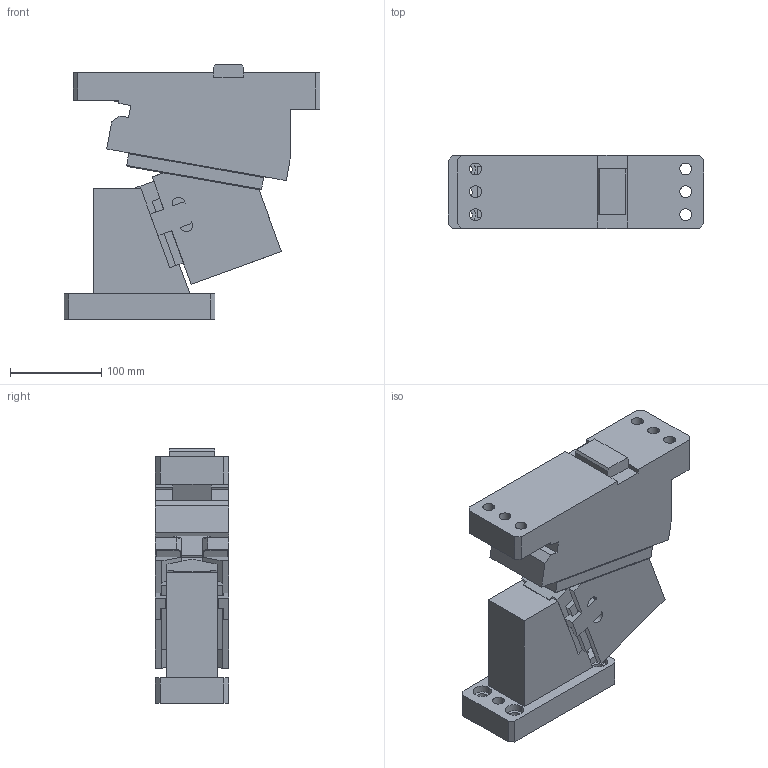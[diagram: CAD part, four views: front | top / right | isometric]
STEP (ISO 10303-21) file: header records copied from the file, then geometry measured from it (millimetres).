
FILE_DESCRIPTION(('CATIA V5 STEP Exchange'),'2;1');
FILE_NAME('CACC_80_70.stp','2015-04-21T12:51:40+00:00',('none'),('none'),'CATIA Version 5 Release 19 SP 2 (IN-10)','CATIA V5 STEP AP203','none');
FILE_SCHEMA(('CONFIG_CONTROL_DESIGN'));
Length unit declared in the file: millimetre
Products named in the file (1): CACC_80_70
Bounding box: 280 x 80 x 279 mm (x, y, z)
Volume: 3393444.3 mm3; surface area: 316383.4 mm2
Topology: 3 solids, 6 shells, 271 faces, 721 edges, 470 vertices
Faces by surface type: plane 203, cylinder 61, cone 6, extrusion 1
Entity records: 8446 total; most frequent: CARTESIAN_POINT 1976, ORIENTED_EDGE 1430, DIRECTION 1093, EDGE_CURVE 715, VECTOR 569, LINE 568, VERTEX_POINT 470, EDGE_LOOP 311
